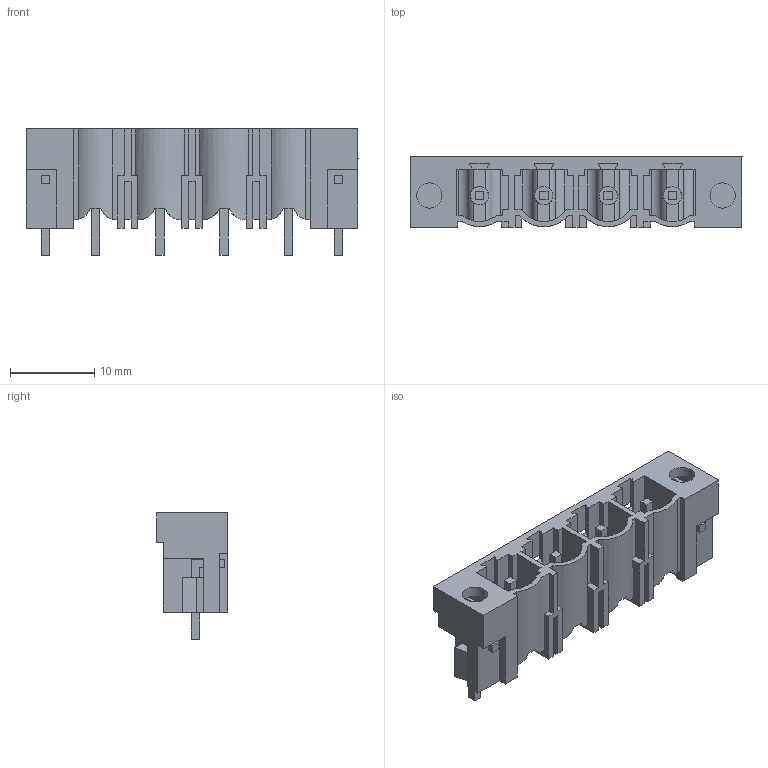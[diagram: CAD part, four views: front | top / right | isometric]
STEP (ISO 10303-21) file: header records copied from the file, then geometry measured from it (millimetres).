
FILE_DESCRIPTION(('CATIA V5 STEP Exchange','CAx-IF Rec.Pracs.--- Model Styling and Organization---1.4--- 2014-01-23'),'2;1');
FILE_NAME ('D1448930_1_1141110000_1141110000.stp','2021-05-20T14:19:41+00:00',('none'),('Weidmueller'),'CATIA Version 5-6 Release 2016 SP3 HF44','CATIA V5 STEP AP214','none');
FILE_SCHEMA(('AUTOMOTIVE_DESIGN { 1 0 10303 214 1 1 1 1 }'));
Length unit declared in the file: millimetre
Products named in the file (1): 1141110000
Bounding box: 39.34 x 8.4 x 14.95 mm (x, y, z)
Volume: 1567.7 mm3; surface area: 3634.7 mm2
Topology: 7 solids, 7 shells, 308 faces, 878 edges, 578 vertices
Faces by surface type: plane 264, cylinder 44
Entity records: 9565 total; most frequent: CARTESIAN_POINT 1852, ORIENTED_EDGE 1756, DIRECTION 1313, EDGE_CURVE 878, VECTOR 758, LINE 758, VERTEX_POINT 578, AXIS2_PLACEMENT_3D 323
